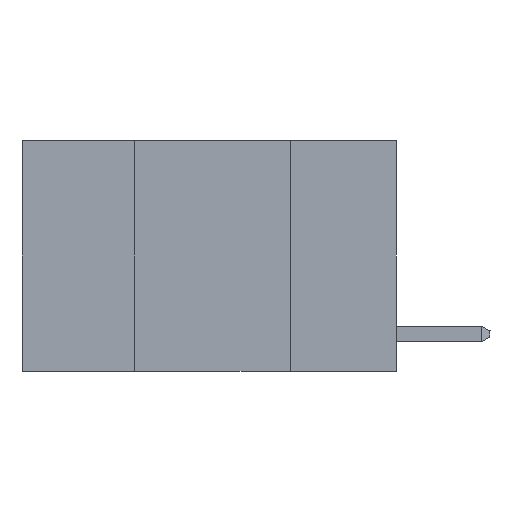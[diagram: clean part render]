
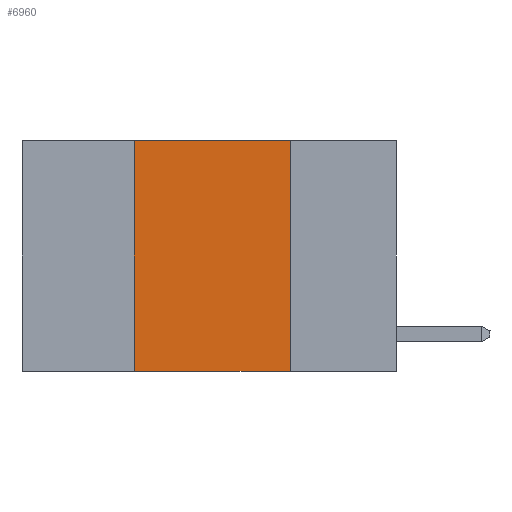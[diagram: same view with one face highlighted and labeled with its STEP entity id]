
A CAD part, left-side view. The second image highlights one B-rep face of the part: STEP entity #6960.
In plain terms, the highlighted planar face has unit normal (-1, 0, 0).
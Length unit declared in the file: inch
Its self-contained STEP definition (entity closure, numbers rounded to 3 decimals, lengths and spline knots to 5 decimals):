
#375 = CARTESIAN_POINT ( 'NONE',  ( 0., 0.17, 0. ) ) ;
#877 = LINE ( 'NONE', #2095, #8636 ) ;
#1223 = LINE ( 'NONE', #6353, #5497 ) ;
#1263 = EDGE_LOOP ( 'NONE', ( #1333, #2523, #2202, #10025 ) ) ;
#1333 = ORIENTED_EDGE ( 'NONE', *, *, #4713, .F. ) ;
#1539 = FACE_OUTER_BOUND ( 'NONE', #1263, .T. ) ;
#1557 = VERTEX_POINT ( 'NONE', #375 ) ;
#1687 = DIRECTION ( 'NONE',  ( 0., 0., -1. ) ) ;
#1739 = CARTESIAN_POINT ( 'NONE',  ( 0., 0.17, -0.37 ) ) ;
#2095 = CARTESIAN_POINT ( 'NONE',  ( 0., 0.6, 0. ) ) ;
#2202 = ORIENTED_EDGE ( 'NONE', *, *, #6525, .F. ) ;
#2523 = ORIENTED_EDGE ( 'NONE', *, *, #9108, .F. ) ;
#3069 = DIRECTION ( 'NONE',  ( 0., -1., 0. ) ) ;
#3313 = VERTEX_POINT ( 'NONE', #7163 ) ;
#3485 = EDGE_CURVE ( 'NONE', #10586, #3685, #1223, .T. ) ;
#3493 = DIRECTION ( 'NONE',  ( 1., 0., 0. ) ) ;
#3685 = VERTEX_POINT ( 'NONE', #1739 ) ;
#4154 = PLANE ( 'NONE',  #5470 ) ;
#4155 = CARTESIAN_POINT ( 'NONE',  ( 0., 0.17, 0. ) ) ;
#4225 = CARTESIAN_POINT ( 'NONE',  ( 0., 0.6, 0. ) ) ;
#4713 = EDGE_CURVE ( 'NONE', #1557, #3685, #8567, .T. ) ;
#5181 = LINE ( 'NONE', #7562, #9300 ) ;
#5470 = AXIS2_PLACEMENT_3D ( 'NONE', #4225, #3493, #1687 ) ;
#5497 = VECTOR ( 'NONE', #3069, 39.37008 ) ;
#6353 = CARTESIAN_POINT ( 'NONE',  ( 0., 0.6, -0.37 ) ) ;
#6525 = EDGE_CURVE ( 'NONE', #10586, #3313, #5181, .T. ) ;
#6666 = DIRECTION ( 'NONE',  ( 0., 0., -1. ) ) ;
#6960 = ADVANCED_FACE ( 'NONE', ( #1539 ), #4154, .F. ) ;
#7163 = CARTESIAN_POINT ( 'NONE',  ( 0., 0.42, 0. ) ) ;
#7562 = CARTESIAN_POINT ( 'NONE',  ( 0., 0.42, 0. ) ) ;
#8567 = LINE ( 'NONE', #4155, #8797 ) ;
#8636 = VECTOR ( 'NONE', #9511, 39.37008 ) ;
#8797 = VECTOR ( 'NONE', #6666, 39.37008 ) ;
#9108 = EDGE_CURVE ( 'NONE', #3313, #1557, #877, .T. ) ;
#9300 = VECTOR ( 'NONE', #10017, 39.37008 ) ;
#9511 = DIRECTION ( 'NONE',  ( 0., -1., 0. ) ) ;
#10017 = DIRECTION ( 'NONE',  ( 0., 0., 1. ) ) ;
#10025 = ORIENTED_EDGE ( 'NONE', *, *, #3485, .T. ) ;
#10586 = VERTEX_POINT ( 'NONE', #10610 ) ;
#10610 = CARTESIAN_POINT ( 'NONE',  ( 0., 0.42, -0.37 ) ) ;
